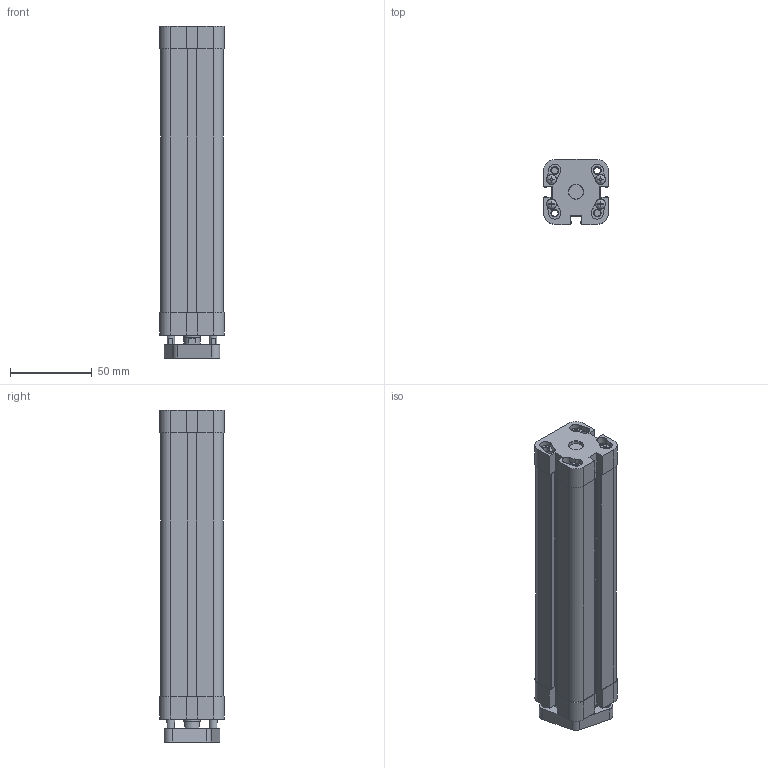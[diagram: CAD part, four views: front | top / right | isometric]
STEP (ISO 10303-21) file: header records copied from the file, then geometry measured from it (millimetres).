
FILE_DESCRIPTION(/* description */ (''),/* implementation_level */ '2;1');
FILE_NAME(/* name */ 'nada_25-150.stp',/* time_stamp */ '2017-08-15T11:19:14+02:00',/* author */ ('leitheußer'),/* organization */ (''),/* preprocessor_version */ 'ST-DEVELOPER v15.6',/* originating_system */ 'Autodesk Inventor LT ',/* authorisation */ '');
FILE_SCHEMA (('AUTOMOTIVE_DESIGN { 1 0 10303 214 3 1 1 }'));
Length unit declared in the file: millimetre
Products named in the file (1): CDEM025_150_KNR
Bounding box: 39.5 x 39.5 x 203 mm (x, y, z)
Volume: 155470 mm3; surface area: 108687.1 mm2
Topology: 30 solids, 30 shells, 739 faces, 1806 edges, 1175 vertices
Faces by surface type: plane 390, cylinder 237, cone 95, torus 9, bspline 8
Full cylindrical faces by diameter (mm): 1.5 x2, 2.459 x2, 2.7 x8, 3 x10, 3.5 x2, 3.7 x8, 4.134 x11, 4.7 x2, 4.917 x1, 5 x11, 5.2 x3, 5.5 x2, 6 x11, 6.3 x8, 6.5 x1, 7 x4, 9 x1, 9.8 x1, 10 x5, 10.302 x1, 11.4 x1, 11.595 x1, 12 x3, 12.643 x1, 13 x2, 14 x3, 15.5 x1, 18 x2, 22.5 x2, 23.858 x1
Entity records: 21188 total; most frequent: CARTESIAN_POINT 4288, DIRECTION 3636, ORIENTED_EDGE 3098, EDGE_CURVE 1549, AXIS2_PLACEMENT_3D 1467, VERTEX_POINT 1129, EDGE_LOOP 1088, FACE_OUTER_BOUND 739
